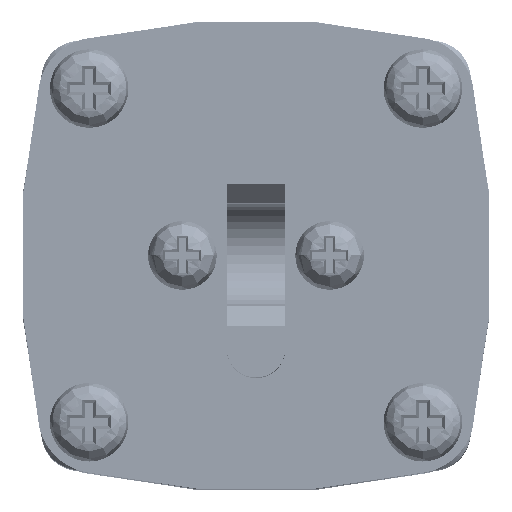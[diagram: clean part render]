
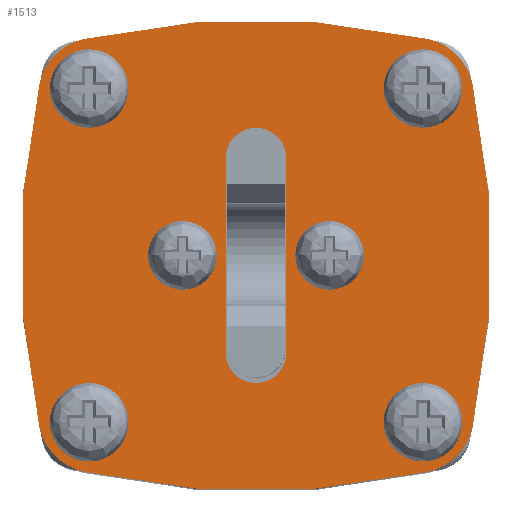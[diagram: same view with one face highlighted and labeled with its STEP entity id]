
A CAD part, top view. The second image highlights one B-rep face of the part: STEP entity #1513.
In plain terms, the highlighted planar face has unit normal (0, 0, 1).
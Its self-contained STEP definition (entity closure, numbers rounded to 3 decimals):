
#557=FACE_BOUND('',#3329,.T.);
#558=FACE_BOUND('',#3330,.T.);
#559=FACE_BOUND('',#3331,.T.);
#560=FACE_BOUND('',#3332,.T.);
#561=FACE_BOUND('',#3333,.T.);
#562=FACE_BOUND('',#3334,.T.);
#563=FACE_BOUND('',#3335,.T.);
#564=FACE_BOUND('',#3336,.T.);
#1513=ADVANCED_FACE('',(#557,#558,#559,#560,#561,#562,#563,#564),#2089,
 .T.);
#2089=PLANE('',#12542);
#3329=EDGE_LOOP('',(#6001,#6002,#6003,#6004,#6005,#6006,#6007,#6008));
#3330=EDGE_LOOP('',(#6009));
#3331=EDGE_LOOP('',(#6010));
#3332=EDGE_LOOP('',(#6011));
#3333=EDGE_LOOP('',(#6012));
#3334=EDGE_LOOP('',(#6013));
#3335=EDGE_LOOP('',(#6014));
#3336=EDGE_LOOP('',(#6015,#6016,#6017,#6018));
#3906=CIRCLE('',#12494,3.1);
#3908=CIRCLE('',#12498,80.);
#3910=CIRCLE('',#12501,6.);
#3912=CIRCLE('',#12504,80.);
#3914=CIRCLE('',#12507,6.);
#3916=CIRCLE('',#12510,80.);
#3918=CIRCLE('',#12513,6.);
#3920=CIRCLE('',#12516,80.);
#3921=CIRCLE('',#12518,2.5);
#3923=CIRCLE('',#12521,2.5);
#3925=CIRCLE('',#12524,2.3);
#3927=CIRCLE('',#12527,2.3);
#3929=CIRCLE('',#12530,2.5);
#3931=CIRCLE('',#12533,2.5);
#3934=CIRCLE('',#12537,6.);
#3936=CIRCLE('',#12540,3.1);
#6001=ORIENTED_EDGE('',*,*,#9501,.T.);
#6002=ORIENTED_EDGE('',*,*,#9505,.T.);
#6003=ORIENTED_EDGE('',*,*,#9508,.T.);
#6004=ORIENTED_EDGE('',*,*,#9511,.T.);
#6005=ORIENTED_EDGE('',*,*,#9514,.T.);
#6006=ORIENTED_EDGE('',*,*,#9517,.T.);
#6007=ORIENTED_EDGE('',*,*,#9520,.T.);
#6008=ORIENTED_EDGE('',*,*,#9534,.T.);
#6009=ORIENTED_EDGE('',*,*,#9531,.F.);
#6010=ORIENTED_EDGE('',*,*,#9529,.F.);
#6011=ORIENTED_EDGE('',*,*,#9527,.F.);
#6012=ORIENTED_EDGE('',*,*,#9525,.F.);
#6013=ORIENTED_EDGE('',*,*,#9523,.F.);
#6014=ORIENTED_EDGE('',*,*,#9521,.F.);
#6015=ORIENTED_EDGE('',*,*,#9491,.T.);
#6016=ORIENTED_EDGE('',*,*,#9495,.T.);
#6017=ORIENTED_EDGE('',*,*,#9498,.T.);
#6018=ORIENTED_EDGE('',*,*,#9536,.T.);
#8063=VERTEX_POINT('',#49018);
#8064=VERTEX_POINT('',#49020);
#8066=VERTEX_POINT('',#49026);
#8068=VERTEX_POINT('',#49032);
#8071=VERTEX_POINT('',#49039);
#8072=VERTEX_POINT('',#49041);
#8074=VERTEX_POINT('',#49047);
#8076=VERTEX_POINT('',#49053);
#8078=VERTEX_POINT('',#49059);
#8080=VERTEX_POINT('',#49065);
#8082=VERTEX_POINT('',#49071);
#8084=VERTEX_POINT('',#49077);
#8085=VERTEX_POINT('',#49081);
#8087=VERTEX_POINT('',#49086);
#8089=VERTEX_POINT('',#49091);
#8091=VERTEX_POINT('',#49096);
#8093=VERTEX_POINT('',#49101);
#8095=VERTEX_POINT('',#49106);
#9491=EDGE_CURVE('',#8064,#8063,#10739,.T.);
#9495=EDGE_CURVE('',#8063,#8066,#3906,.T.);
#9498=EDGE_CURVE('',#8066,#8068,#10744,.T.);
#9501=EDGE_CURVE('',#8072,#8071,#3908,.T.);
#9505=EDGE_CURVE('',#8071,#8074,#3910,.T.);
#9508=EDGE_CURVE('',#8074,#8076,#3912,.T.);
#9511=EDGE_CURVE('',#8076,#8078,#3914,.T.);
#9514=EDGE_CURVE('',#8078,#8080,#3916,.T.);
#9517=EDGE_CURVE('',#8080,#8082,#3918,.T.);
#9520=EDGE_CURVE('',#8082,#8084,#3920,.T.);
#9521=EDGE_CURVE('',#8085,#8085,#3921,.T.);
#9523=EDGE_CURVE('',#8087,#8087,#3923,.T.);
#9525=EDGE_CURVE('',#8089,#8089,#3925,.T.);
#9527=EDGE_CURVE('',#8091,#8091,#3927,.T.);
#9529=EDGE_CURVE('',#8093,#8093,#3929,.T.);
#9531=EDGE_CURVE('',#8095,#8095,#3931,.T.);
#9534=EDGE_CURVE('',#8084,#8072,#3934,.T.);
#9536=EDGE_CURVE('',#8068,#8064,#3936,.T.);
#10739=LINE('',#49019,#11617);
#10744=LINE('',#49033,#11622);
#11617=VECTOR('',#14521,1.);
#11622=VECTOR('',#14534,1.);
#12494=AXIS2_PLACEMENT_3D('',#49027,#14528,#14529);
#12498=AXIS2_PLACEMENT_3D('',#49040,#14540,#14541);
#12501=AXIS2_PLACEMENT_3D('',#49048,#14548,#14549);
#12504=AXIS2_PLACEMENT_3D('',#49054,#14555,#14556);
#12507=AXIS2_PLACEMENT_3D('',#49060,#14562,#14563);
#12510=AXIS2_PLACEMENT_3D('',#49066,#14569,#14570);
#12513=AXIS2_PLACEMENT_3D('',#49072,#14576,#14577);
#12516=AXIS2_PLACEMENT_3D('',#49078,#14583,#14584);
#12518=AXIS2_PLACEMENT_3D('',#49080,#14587,#14588);
#12521=AXIS2_PLACEMENT_3D('',#49085,#14593,#14594);
#12524=AXIS2_PLACEMENT_3D('',#49090,#14599,#14600);
#12527=AXIS2_PLACEMENT_3D('',#49095,#14605,#14606);
#12530=AXIS2_PLACEMENT_3D('',#49100,#14611,#14612);
#12533=AXIS2_PLACEMENT_3D('',#49105,#14617,#14618);
#12537=AXIS2_PLACEMENT_3D('',#49111,#14625,#14626);
#12540=AXIS2_PLACEMENT_3D('',#49114,#14631,#14632);
#12542=AXIS2_PLACEMENT_3D('',#49116,#14635,#14636);
#14521=DIRECTION('',(0.,1.,0.));
#14528=DIRECTION('',(0.,0.,-1.));
#14529=DIRECTION('',(1.,0.,0.));
#14534=DIRECTION('',(0.,-1.,0.));
#14540=DIRECTION('',(0.,0.,1.));
#14541=DIRECTION('',(1.,0.,0.));
#14548=DIRECTION('',(0.,0.,1.));
#14549=DIRECTION('',(1.,0.,0.));
#14555=DIRECTION('',(0.,0.,1.));
#14556=DIRECTION('',(1.,0.,0.));
#14562=DIRECTION('',(0.,0.,1.));
#14563=DIRECTION('',(1.,0.,0.));
#14569=DIRECTION('',(0.,0.,1.));
#14570=DIRECTION('',(1.,0.,0.));
#14576=DIRECTION('',(0.,0.,1.));
#14577=DIRECTION('',(1.,0.,0.));
#14583=DIRECTION('',(0.,0.,1.));
#14584=DIRECTION('',(1.,0.,0.));
#14587=DIRECTION('',(0.,0.,1.));
#14588=DIRECTION('',(1.,0.,0.));
#14593=DIRECTION('',(0.,0.,1.));
#14594=DIRECTION('',(1.,0.,0.));
#14599=DIRECTION('',(0.,0.,1.));
#14600=DIRECTION('',(1.,0.,0.));
#14605=DIRECTION('',(0.,0.,1.));
#14606=DIRECTION('',(1.,0.,0.));
#14611=DIRECTION('',(0.,0.,1.));
#14612=DIRECTION('',(1.,0.,0.));
#14617=DIRECTION('',(0.,0.,1.));
#14618=DIRECTION('',(1.,0.,0.));
#14625=DIRECTION('',(0.,0.,1.));
#14626=DIRECTION('',(1.,0.,0.));
#14631=DIRECTION('',(0.,0.,-1.));
#14632=DIRECTION('',(1.,0.,0.));
#14635=DIRECTION('',(0.,0.,1.));
#14636=DIRECTION('',(1.,0.,0.));
#49018=CARTESIAN_POINT('',(5.147,-28.884,62.491));
#49019=CARTESIAN_POINT('',(5.147,-48.684,62.491));
#49020=CARTESIAN_POINT('',(5.147,-48.684,62.491));
#49026=CARTESIAN_POINT('',(11.347,-28.884,62.491));
#49027=CARTESIAN_POINT('',(8.247,-28.884,62.491));
#49032=CARTESIAN_POINT('',(11.347,-48.684,62.491));
#49033=CARTESIAN_POINT('',(11.347,-28.884,62.491));
#49039=CARTESIAN_POINT('',(-13.811,-56.302,62.491));
#49040=CARTESIAN_POINT('',(64.247,-38.784,62.491));
#49041=CARTESIAN_POINT('',(-13.811,-21.266,62.491));
#49047=CARTESIAN_POINT('',(-9.271,-60.842,62.491));
#49048=CARTESIAN_POINT('',(-7.957,-54.988,62.491));
#49053=CARTESIAN_POINT('',(25.765,-60.842,62.491));
#49054=CARTESIAN_POINT('',(8.247,17.216,62.491));
#49059=CARTESIAN_POINT('',(30.306,-56.302,62.491));
#49060=CARTESIAN_POINT('',(24.451,-54.988,62.491));
#49065=CARTESIAN_POINT('',(30.306,-21.266,62.491));
#49066=CARTESIAN_POINT('',(-47.753,-38.784,62.491));
#49071=CARTESIAN_POINT('',(25.765,-16.725,62.491));
#49072=CARTESIAN_POINT('',(24.451,-22.58,62.491));
#49077=CARTESIAN_POINT('',(-9.271,-16.725,62.491));
#49078=CARTESIAN_POINT('',(8.247,-94.784,62.491));
#49080=CARTESIAN_POINT('',(25.247,-21.784,62.491));
#49081=CARTESIAN_POINT('',(27.747,-21.784,62.491));
#49085=CARTESIAN_POINT('',(25.247,-55.784,62.491));
#49086=CARTESIAN_POINT('',(27.747,-55.784,62.491));
#49090=CARTESIAN_POINT('',(15.747,-38.784,62.491));
#49091=CARTESIAN_POINT('',(18.047,-38.784,62.491));
#49095=CARTESIAN_POINT('',(0.747,-38.784,62.491));
#49096=CARTESIAN_POINT('',(3.047,-38.784,62.491));
#49100=CARTESIAN_POINT('',(-8.753,-21.784,62.491));
#49101=CARTESIAN_POINT('',(-6.253,-21.784,62.491));
#49105=CARTESIAN_POINT('',(-8.753,-55.784,62.491));
#49106=CARTESIAN_POINT('',(-6.253,-55.784,62.491));
#49111=CARTESIAN_POINT('',(-7.957,-22.58,62.491));
#49114=CARTESIAN_POINT('',(8.247,-48.684,62.491));
#49116=CARTESIAN_POINT('',(64.247,-38.784,62.491));
